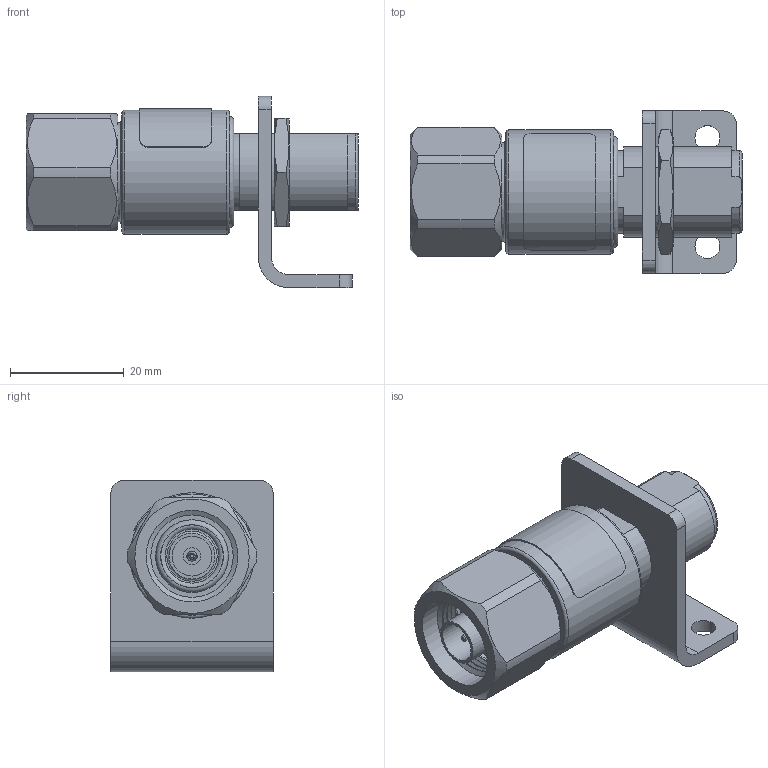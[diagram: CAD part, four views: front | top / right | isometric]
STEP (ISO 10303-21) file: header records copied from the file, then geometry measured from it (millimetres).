
FILE_DESCRIPTION (( 'STEP AP214' ), '1' );
FILE_NAME ('FMSP1041_3D.STEP', '2022-02-11T15:55:20', ( '' ), ( '' ), 'SwSTEP 2.0', 'SolidWorks 2021', '' );
FILE_SCHEMA (( 'AUTOMOTIVE_DESIGN' ));
Length unit declared in the file: inch
Products named in the file (14): Copy of 3001-0040-02^FMSP1041; Copy of 1502-0708^FMSP1041; Copy of 4035-0048^FMSP1041; Copy of 2003-3403^FMSP1041_BL; FMSP1041_3D; Copy of .625 Nut^FMSP1041_2.6; Copy of 5420-0201^FMSP1041; Copy of 2811-0020^FMSP1041; Copy of 1909-0001^FMSP1041; Copy of 7040-0049^FMSP1041; Copy of 5800-0139^FMSP1041; Copy of 7040-0062^FMSP1041; Gasket^FMSP1041; Copy of 5800-0137^FMSP1041
Assembly tree (14 placements, depth 2):
  FMSP1041_3D
    Copy of 5800-0137^FMSP1041
    Copy of 5800-0139^FMSP1041
    Copy of 1502-0708^FMSP1041
    Copy of 1909-0001^FMSP1041
    Copy of 2811-0020^FMSP1041  x2
    Copy of 3001-0040-02^FMSP1041
    Copy of 4035-0048^FMSP1041
    Copy of 7040-0049^FMSP1041
    Copy of 7040-0062^FMSP1041
    Copy of 2003-3403^FMSP1041_BL
    Copy of 5420-0201^FMSP1041
    Copy of .625 Nut^FMSP1041_2.6
    Gasket^FMSP1041
Bounding box: 58.42 x 28.57 x 33.66 mm (x, y, z)
Volume: 15465.1 mm3; surface area: 16495.3 mm2
Topology: 14 solids, 14 shells, 505 faces, 1280 edges, 832 vertices
Faces by surface type: plane 224, cylinder 212, cone 43, torus 22, bspline 4
Full cylindrical faces by diameter (mm): 0.8 x5, 1.27 x1, 1.5 x2, 1.651 x1, 2.972 x2, 3.048 x2, 4.369 x2, 4.572 x1, 4.8 x2, 5 x3, 7.01 x2, 8.077 x1, 9.246 x1, 9.5 x1, 10.135 x4, 12.802 x2, 13.995 x1, 14.5 x4, 14.732 x2, 15.723 x1, 15.875 x4, 16.129 x1, 16.256 x1, 17.272 x1, 17.399 x2, 17.526 x2, 17.551 x1, 17.78 x1, 18.034 x1, 18.542 x1
Entity records: 17026 total; most frequent: CARTESIAN_POINT 4333, DIRECTION 2574, ORIENTED_EDGE 2320, EDGE_CURVE 1160, AXIS2_PLACEMENT_3D 984, VERTEX_POINT 811, EDGE_LOOP 645, VECTOR 606
